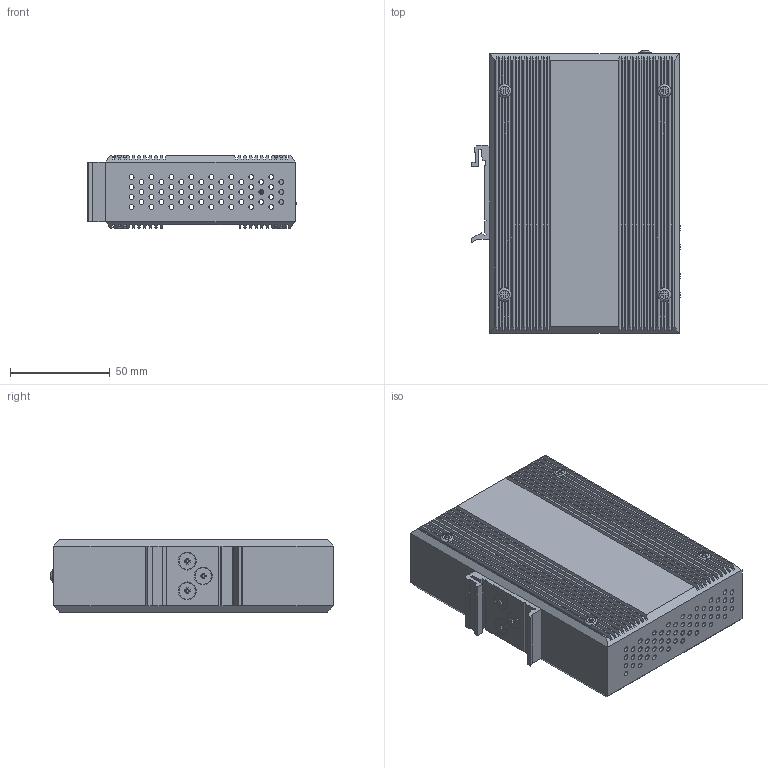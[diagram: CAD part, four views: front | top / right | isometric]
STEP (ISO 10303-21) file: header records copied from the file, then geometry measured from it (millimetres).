
FILE_DESCRIPTION (( 'STEP AP203' ), '1' );
FILE_NAME ('EKI-2701HPI.STEP', '2013-04-15T04:15:09', ( 'Bryan Andersen' ), ( 'Andersen 3-D Modeling' ), 'SwSTEP 2.0', 'SolidWorks 2011', '' );
FILE_SCHEMA (( 'CONFIG_CONTROL_DESIGN' ));
Length unit declared in the file: millimetre
Products named in the file (1): EKI-2701HPI
Bounding box: 104.55 x 141.5 x 36.8 mm (x, y, z)
Volume: 420228.5 mm3; surface area: 117450.2 mm2
Topology: 1 solids, 1 shells, 1365 faces, 3726 edges, 2480 vertices
Faces by surface type: plane 991, cylinder 162, bspline 149, cone 51, torus 12
Full cylindrical faces by diameter (mm): 2.5 x59, 3.532 x4, 6.568 x8, 8.356 x3
Entity records: 51190 total; most frequent: CARTESIAN_POINT 17682, ORIENTED_EDGE 7244, DIRECTION 6073, EDGE_CURVE 3622, VECTOR 2769, LINE 2769, VERTEX_POINT 2465, EDGE_LOOP 1675
